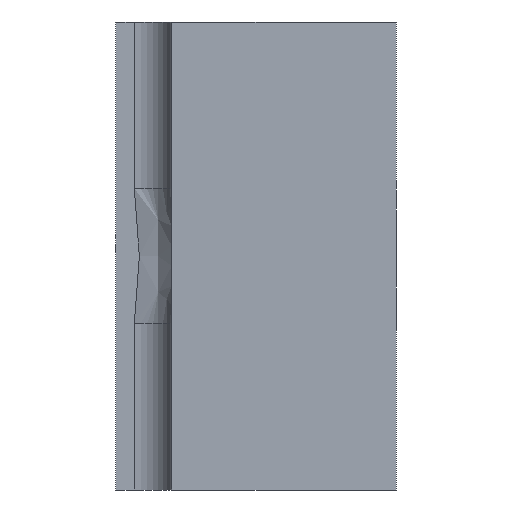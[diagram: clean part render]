
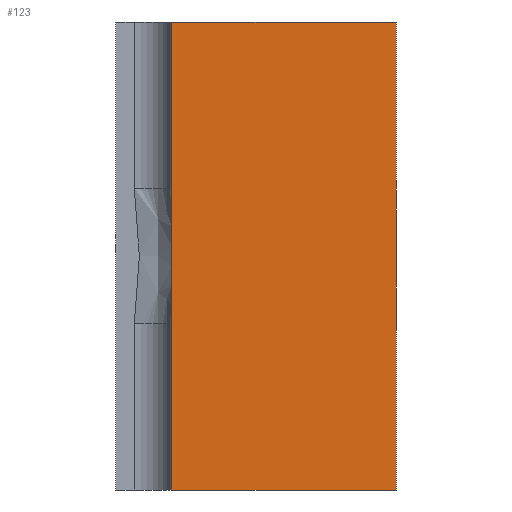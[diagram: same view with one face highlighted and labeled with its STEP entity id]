
A CAD part, left-side view. The second image highlights one B-rep face of the part: STEP entity #123.
In plain terms, the highlighted planar face has unit normal (-1, 0, 0).
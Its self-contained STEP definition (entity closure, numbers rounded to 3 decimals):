
#83 = ORIENTED_EDGE ( 'NONE', *, *, #143, .F. ) ;
#108 = ORIENTED_EDGE ( 'NONE', *, *, #118, .T. ) ;
#111 = ORIENTED_EDGE ( 'NONE', *, *, #138, .T. ) ;
#116 = VERTEX_POINT ( 'NONE', #643 ) ;
#118 = EDGE_CURVE ( 'NONE', #119, #116, #642, .T. ) ;
#119 = VERTEX_POINT ( 'NONE', #638 ) ;
#123 = ADVANCED_FACE ( 'NONE', ( #633 ), #632, .T. ) ;
#124 = EDGE_LOOP ( 'NONE', ( #144, #83, #111, #108 ) ) ;
#138 = EDGE_CURVE ( 'NONE', #140, #119, #531, .T. ) ;
#139 = VERTEX_POINT ( 'NONE', #527 ) ;
#140 = VERTEX_POINT ( 'NONE', #526 ) ;
#141 = EDGE_CURVE ( 'NONE', #139, #116, #525, .T. ) ;
#143 = EDGE_CURVE ( 'NONE', #140, #139, #521, .T. ) ;
#144 = ORIENTED_EDGE ( 'NONE', *, *, #141, .F. ) ;
#518 = DIRECTION ( 'NONE',  ( 0., 0., 1. ) ) ;
#519 = VECTOR ( 'NONE', #518, 1000. ) ;
#520 = CARTESIAN_POINT ( 'NONE',  ( -27., 12., -25. ) ) ;
#521 = LINE ( 'NONE', #520, #519 ) ;
#522 = DIRECTION ( 'NONE',  ( 0., -1., 0. ) ) ;
#523 = VECTOR ( 'NONE', #522, 1000. ) ;
#524 = CARTESIAN_POINT ( 'NONE',  ( -27., 12., 0. ) ) ;
#525 = LINE ( 'NONE', #524, #523 ) ;
#526 = CARTESIAN_POINT ( 'NONE',  ( -27., 12., -25. ) ) ;
#527 = CARTESIAN_POINT ( 'NONE',  ( -27., 12., 0. ) ) ;
#528 = DIRECTION ( 'NONE',  ( 0., -1., 0. ) ) ;
#529 = VECTOR ( 'NONE', #528, 1000. ) ;
#530 = CARTESIAN_POINT ( 'NONE',  ( -27., 12., -25. ) ) ;
#531 = LINE ( 'NONE', #530, #529 ) ;
#628 = DIRECTION ( 'NONE',  ( 0., 0., 1. ) ) ;
#629 = DIRECTION ( 'NONE',  ( -1., 0., 0. ) ) ;
#630 = CARTESIAN_POINT ( 'NONE',  ( -27., 12., -25. ) ) ;
#631 = AXIS2_PLACEMENT_3D ( 'NONE', #630, #629, #628 ) ;
#632 = PLANE ( 'NONE',  #631 ) ;
#633 = FACE_OUTER_BOUND ( 'NONE', #124, .T. ) ;
#638 = CARTESIAN_POINT ( 'NONE',  ( -27., 0., -25. ) ) ;
#639 = DIRECTION ( 'NONE',  ( 0., 0., 1. ) ) ;
#640 = VECTOR ( 'NONE', #639, 1000. ) ;
#641 = CARTESIAN_POINT ( 'NONE',  ( -27., 0., -25. ) ) ;
#642 = LINE ( 'NONE', #641, #640 ) ;
#643 = CARTESIAN_POINT ( 'NONE',  ( -27., 0., 0. ) ) ;
